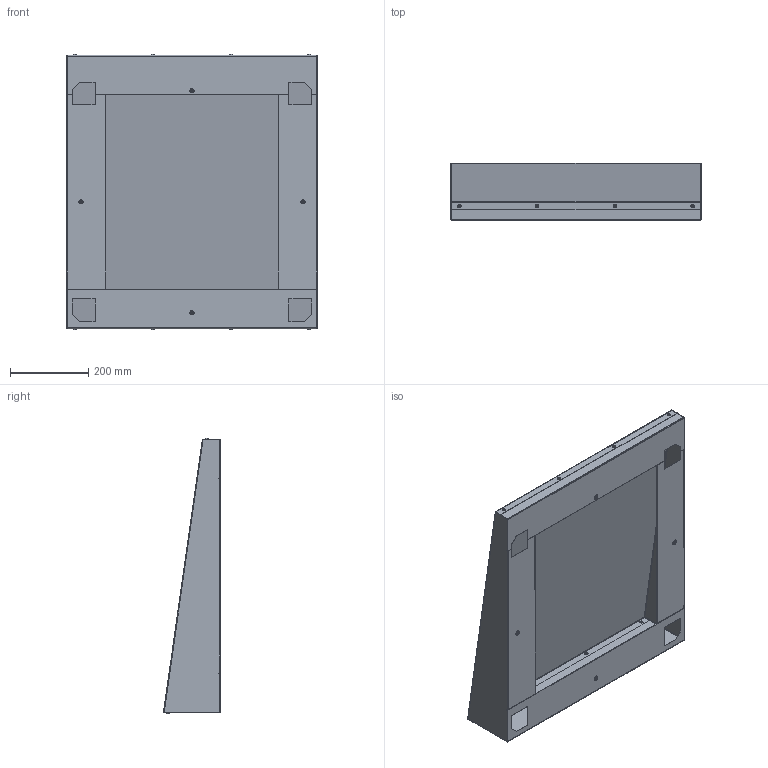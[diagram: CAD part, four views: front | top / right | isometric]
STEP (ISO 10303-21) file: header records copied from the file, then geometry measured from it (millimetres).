
FILE_DESCRIPTION (( 'STEP AP214' ), '1' );
FILE_NAME ('Êîçûðåê äëÿ FORT 600õ600 EKF PROxima.STEP', '2020-11-17T08:56:21', ( '' ), ( '' ), 'SwSTEP 2.0', 'SolidWorks 2019', '' );
FILE_SCHEMA (( 'AUTOMOTIVE_DESIGN' ));
Length unit declared in the file: millimetre
Products named in the file (6): Êîçûðåê äëÿ FORT 600õ600 EKF PROxima; 倘-1622.00.00.001 署赅_寛-1622.00.00.001-07; Çàêëåïêà-ãàéêà Ì6 óìåíüøåííûé áîðò; 倘-1622.00.00.003 鱼铍铌 玎漤栝_寛-1622.00.00.003-02; 倘-1622.00.00.002 鱼铍铌 镥疱漤栝_寛-1622.00.00.002-02; rivet 07_din_DIN 674-4x6-St-A-1.5
Assembly tree (15 placements, depth 2):
  Êîçûðåê äëÿ FORT 600õ600 EKF PROxima
    倘-1622.00.00.001 署赅_寛-1622.00.00.001-07
    倘-1622.00.00.002 鱼铍铌 镥疱漤栝_寛-1622.00.00.002-02
    倘-1622.00.00.003 鱼铍铌 玎漤栝_寛-1622.00.00.003-02
    Çàêëåïêà-ãàéêà Ì6 óìåíüøåííûé áîðò  x4
    rivet 07_din_DIN 674-4x6-St-A-1.5  x8
Bounding box: 640 x 146.09 x 704 mm (x, y, z)
Volume: 939148.5 mm3; surface area: 1885227.8 mm2
Topology: 15 solids, 15 shells, 354 faces, 780 edges, 480 vertices
Faces by surface type: plane 142, cylinder 112, cone 56, sphere 32, torus 8, bspline 4
Entity records: 6576 total; most frequent: CARTESIAN_POINT 1248, DIRECTION 1090, ORIENTED_EDGE 1004, EDGE_CURVE 502, AXIS2_PLACEMENT_3D 374, LINE 342, VECTOR 342, VERTEX_POINT 308
